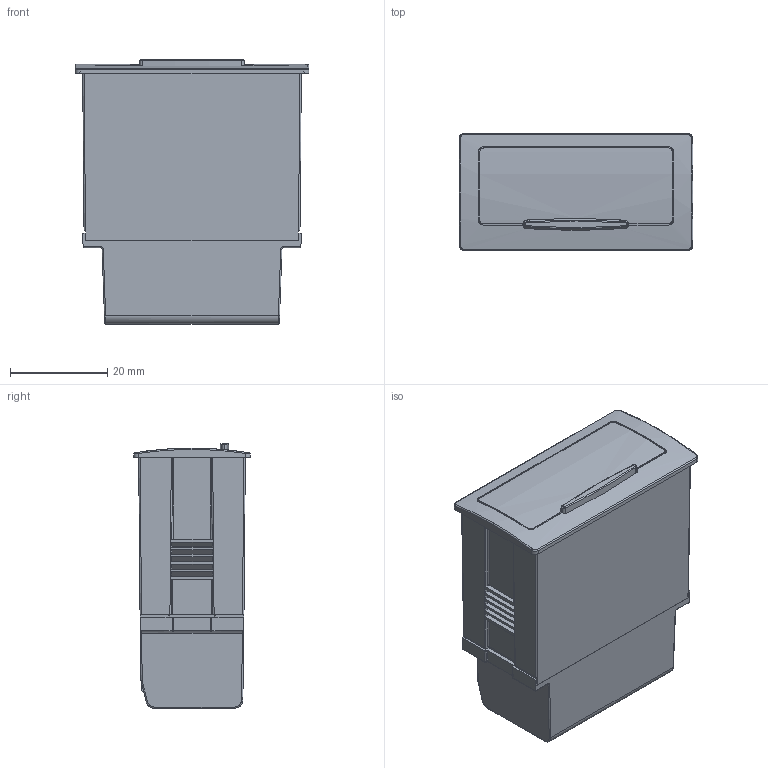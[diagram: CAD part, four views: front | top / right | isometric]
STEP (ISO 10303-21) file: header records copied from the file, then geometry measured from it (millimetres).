
FILE_DESCRIPTION (( 'STEP AP203' ), '1' );
FILE_NAME ('7511HV.step', '2021-09-29T10:32:29', ( '' ), ( '' ), 'SwSTEP 2.0', 'SolidWorks 2021', '' );
FILE_SCHEMA (( 'CONFIG_CONTROL_DESIGN' ));
Length unit declared in the file: inch
Products named in the file (1): 7511HV
Bounding box: 48 x 24 x 54.28 mm (x, y, z)
Volume: 15469.4 mm3; surface area: 21696.7 mm2
Topology: 2 solids, 2 shells, 1771 faces, 4642 edges, 2965 vertices
Faces by surface type: plane 1106, cylinder 291, bspline 283, sphere 49, cone 37, torus 5
Entity records: 57298 total; most frequent: CARTESIAN_POINT 16196, ORIENTED_EDGE 9238, DIRECTION 7224, EDGE_CURVE 4619, VECTOR 3352, LINE 3352, VERTEX_POINT 2965, AXIS2_PLACEMENT_3D 1936
